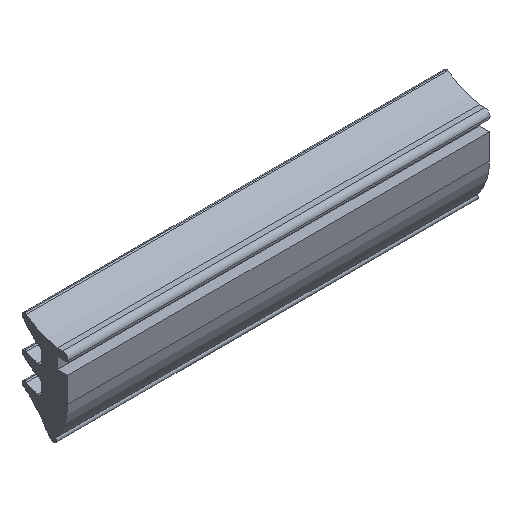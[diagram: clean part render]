
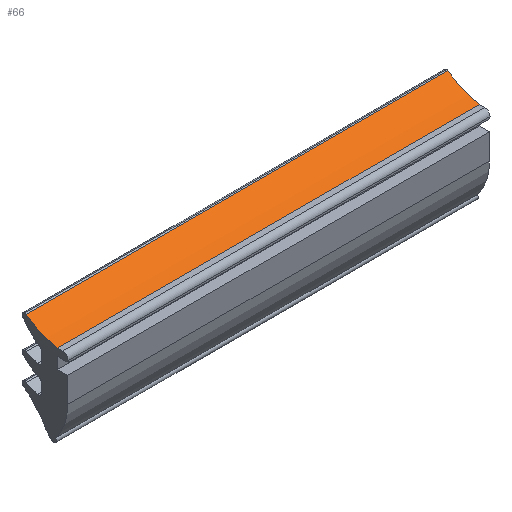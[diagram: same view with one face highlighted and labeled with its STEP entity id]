
A CAD part, isometric view. The second image highlights one B-rep face of the part: STEP entity #66.
In plain terms, the highlighted cylindrical face has radius 17.769 mm (diameter 35.537 mm), a partial arc.
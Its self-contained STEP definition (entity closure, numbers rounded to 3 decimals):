
#34 = ORIENTED_EDGE ( 'NONE', *, *, #929, .F. ) ;
#47 = ORIENTED_EDGE ( 'NONE', *, *, #928, .T. ) ;
#66 = ADVANCED_FACE ( 'NONE', ( #82 ), #309, .F. ) ;
#82 = FACE_OUTER_BOUND ( 'NONE', #573, .T. ) ;
#95 = ORIENTED_EDGE ( 'NONE', *, *, #930, .F. ) ;
#107 = ORIENTED_EDGE ( 'NONE', *, *, #936, .T. ) ;
#195 = DIRECTION ( 'NONE',  ( -1., 0., 0. ) ) ;
#205 = CARTESIAN_POINT ( 'NONE',  ( -29.395, -4.016, 36.667 ) ) ;
#214 = CARTESIAN_POINT ( 'NONE',  ( 70.605, -0.867, 19.179 ) ) ;
#220 = CARTESIAN_POINT ( 'NONE',  ( 70.605, -4.016, 36.667 ) ) ;
#267 = DIRECTION ( 'NONE',  ( 0., 0., -1. ) ) ;
#271 = DIRECTION ( 'NONE',  ( -1., 0., 0. ) ) ;
#275 = DIRECTION ( 'NONE',  ( 0., 0., -1. ) ) ;
#277 = CARTESIAN_POINT ( 'NONE',  ( 70.605, 6.563, 22.39 ) ) ;
#286 = DIRECTION ( 'NONE',  ( -1., 0., 0. ) ) ;
#296 = DIRECTION ( 'NONE',  ( -1., 0., 0. ) ) ;
#309 = CYLINDRICAL_SURFACE ( 'NONE', #1022, 17.769 ) ;
#317 = VERTEX_POINT ( 'NONE', #567 ) ;
#324 = VERTEX_POINT ( 'NONE', #725 ) ;
#371 = CIRCLE ( 'NONE', #1039, 17.769 ) ;
#373 = LINE ( 'NONE', #214, #377 ) ;
#376 = CIRCLE ( 'NONE', #1040, 17.769 ) ;
#377 = VECTOR ( 'NONE', #271, 1000. ) ;
#383 = LINE ( 'NONE', #277, #386 ) ;
#386 = VECTOR ( 'NONE', #296, 1000. ) ;
#557 = DIRECTION ( 'NONE',  ( 0., 0., 1. ) ) ;
#567 = CARTESIAN_POINT ( 'NONE',  ( 70.605, 6.563, 22.39 ) ) ;
#573 = EDGE_LOOP ( 'NONE', ( #47, #34, #95, #107 ) ) ;
#614 = CARTESIAN_POINT ( 'NONE',  ( 70.605, -0.867, 19.179 ) ) ;
#649 = DIRECTION ( 'NONE',  ( -1., 0., 0. ) ) ;
#660 = CARTESIAN_POINT ( 'NONE',  ( 70.605, -4.016, 36.667 ) ) ;
#725 = CARTESIAN_POINT ( 'NONE',  ( -29.395, -0.867, 19.179 ) ) ;
#742 = CARTESIAN_POINT ( 'NONE',  ( -29.395, 6.563, 22.39 ) ) ;
#843 = VERTEX_POINT ( 'NONE', #742 ) ;
#855 = VERTEX_POINT ( 'NONE', #614 ) ;
#928 = EDGE_CURVE ( 'NONE', #843, #324, #371, .T. ) ;
#929 = EDGE_CURVE ( 'NONE', #855, #324, #373, .T. ) ;
#930 = EDGE_CURVE ( 'NONE', #317, #855, #376, .T. ) ;
#936 = EDGE_CURVE ( 'NONE', #317, #843, #383, .T. ) ;
#1022 = AXIS2_PLACEMENT_3D ( 'NONE', #660, #649, #557 ) ;
#1039 = AXIS2_PLACEMENT_3D ( 'NONE', #205, #286, #275 ) ;
#1040 = AXIS2_PLACEMENT_3D ( 'NONE', #220, #195, #267 ) ;
